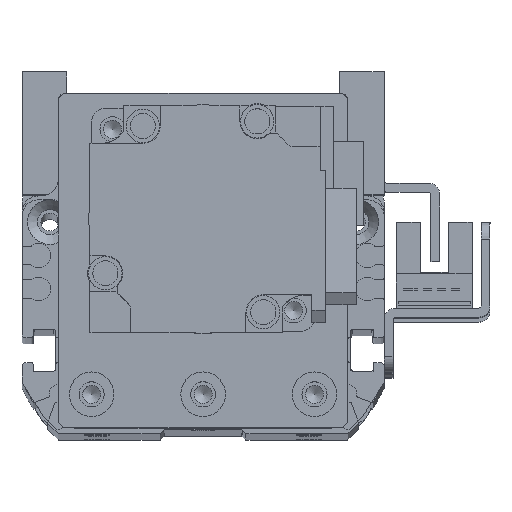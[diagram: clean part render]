
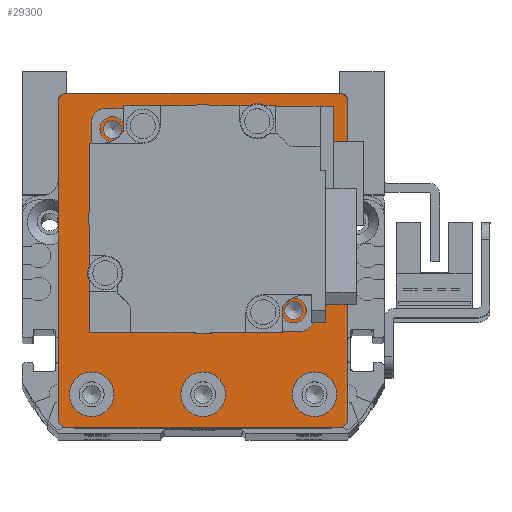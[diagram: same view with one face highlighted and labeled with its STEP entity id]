
A CAD part, top view. The second image highlights one B-rep face of the part: STEP entity #29300.
In plain terms, the highlighted planar face has unit normal (0, 0, 1).
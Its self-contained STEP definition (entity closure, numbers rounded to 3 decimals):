
#1360=FACE_BOUND('',#6377,.T.);
#1361=FACE_BOUND('',#6378,.T.);
#1362=FACE_BOUND('',#6379,.T.);
#1363=FACE_BOUND('',#6380,.T.);
#1364=FACE_BOUND('',#6381,.T.);
#1365=FACE_BOUND('',#6382,.T.);
#1366=FACE_BOUND('',#6383,.T.);
#1367=FACE_BOUND('',#6384,.T.);
#2094=PLANE('',#32894);
#4317=FACE_OUTER_BOUND('',#6376,.T.);
#6376=EDGE_LOOP('',(#27470,#27471,#27472,#27473,#27474,#27475,#27476,#27477));
#6377=EDGE_LOOP('',(#27478));
#6378=EDGE_LOOP('',(#27479));
#6379=EDGE_LOOP('',(#27480));
#6380=EDGE_LOOP('',(#27481));
#6381=EDGE_LOOP('',(#27482));
#6382=EDGE_LOOP('',(#27483));
#6383=EDGE_LOOP('',(#27484));
#6384=EDGE_LOOP('',(#27485));
#8604=LINE('',#52162,#10867);
#8610=LINE('',#52173,#10873);
#8617=LINE('',#52200,#10880);
#8620=LINE('',#52205,#10883);
#8621=LINE('',#52208,#10884);
#8624=LINE('',#52213,#10887);
#8625=LINE('',#52216,#10888);
#8647=LINE('',#52313,#10910);
#10867=VECTOR('',#41563,10.);
#10873=VECTOR('',#41571,10.);
#10880=VECTOR('',#41594,10.);
#10883=VECTOR('',#41599,10.);
#10884=VECTOR('',#41602,10.);
#10887=VECTOR('',#41607,10.);
#10888=VECTOR('',#41610,10.);
#10910=VECTOR('',#41726,10.);
#12513=CIRCLE('',#32857,4.);
#12516=CIRCLE('',#32863,4.);
#12519=CIRCLE('',#32869,4.);
#12521=CIRCLE('',#32874,1.621);
#12523=CIRCLE('',#32878,1.621);
#12525=CIRCLE('',#32882,1.621);
#12527=CIRCLE('',#32886,1.621);
#12530=CIRCLE('',#32892,15.);
#15169=VERTEX_POINT('',#52160);
#15170=VERTEX_POINT('',#52161);
#15174=VERTEX_POINT('',#52171);
#15186=VERTEX_POINT('',#52199);
#15187=VERTEX_POINT('',#52203);
#15188=VERTEX_POINT('',#52207);
#15189=VERTEX_POINT('',#52211);
#15190=VERTEX_POINT('',#52215);
#15197=VERTEX_POINT('',#52238);
#15200=VERTEX_POINT('',#52249);
#15203=VERTEX_POINT('',#52260);
#15206=VERTEX_POINT('',#52271);
#15209=VERTEX_POINT('',#52280);
#15212=VERTEX_POINT('',#52289);
#15215=VERTEX_POINT('',#52298);
#15218=VERTEX_POINT('',#52309);
#19236=EDGE_CURVE('',#15169,#15170,#8604,.T.);
#19242=EDGE_CURVE('',#15169,#15174,#8610,.T.);
#19255=EDGE_CURVE('',#15186,#15174,#8617,.T.);
#19258=EDGE_CURVE('',#15186,#15187,#8620,.T.);
#19259=EDGE_CURVE('',#15188,#15187,#8621,.T.);
#19262=EDGE_CURVE('',#15188,#15189,#8624,.T.);
#19263=EDGE_CURVE('',#15190,#15189,#8625,.T.);
#19273=EDGE_CURVE('',#15197,#15197,#12513,.T.);
#19278=EDGE_CURVE('',#15200,#15200,#12516,.T.);
#19283=EDGE_CURVE('',#15203,#15203,#12519,.T.);
#19288=EDGE_CURVE('',#15206,#15206,#12521,.T.);
#19292=EDGE_CURVE('',#15209,#15209,#12523,.T.);
#19296=EDGE_CURVE('',#15212,#15212,#12525,.T.);
#19300=EDGE_CURVE('',#15215,#15215,#12527,.T.);
#19306=EDGE_CURVE('',#15218,#15218,#12530,.T.);
#19307=EDGE_CURVE('',#15190,#15170,#8647,.T.);
#27470=ORIENTED_EDGE('',*,*,#19236,.F.);
#27471=ORIENTED_EDGE('',*,*,#19242,.T.);
#27472=ORIENTED_EDGE('',*,*,#19255,.F.);
#27473=ORIENTED_EDGE('',*,*,#19258,.T.);
#27474=ORIENTED_EDGE('',*,*,#19259,.F.);
#27475=ORIENTED_EDGE('',*,*,#19262,.T.);
#27476=ORIENTED_EDGE('',*,*,#19263,.F.);
#27477=ORIENTED_EDGE('',*,*,#19307,.T.);
#27478=ORIENTED_EDGE('',*,*,#19273,.T.);
#27479=ORIENTED_EDGE('',*,*,#19278,.T.);
#27480=ORIENTED_EDGE('',*,*,#19283,.T.);
#27481=ORIENTED_EDGE('',*,*,#19288,.T.);
#27482=ORIENTED_EDGE('',*,*,#19292,.T.);
#27483=ORIENTED_EDGE('',*,*,#19296,.T.);
#27484=ORIENTED_EDGE('',*,*,#19300,.T.);
#27485=ORIENTED_EDGE('',*,*,#19306,.T.);
#29300=ADVANCED_FACE('',(#4317,#1360,#1361,#1362,#1363,#1364,#1365,#1366,
#1367),#2094,.T.);
#32857=AXIS2_PLACEMENT_3D('',#52239,#41636,#41637);
#32863=AXIS2_PLACEMENT_3D('',#52250,#41650,#41651);
#32869=AXIS2_PLACEMENT_3D('',#52261,#41664,#41665);
#32874=AXIS2_PLACEMENT_3D('',#52272,#41677,#41678);
#32878=AXIS2_PLACEMENT_3D('',#52281,#41687,#41688);
#32882=AXIS2_PLACEMENT_3D('',#52290,#41697,#41698);
#32886=AXIS2_PLACEMENT_3D('',#52299,#41707,#41708);
#32892=AXIS2_PLACEMENT_3D('',#52311,#41722,#41723);
#32894=AXIS2_PLACEMENT_3D('',#52314,#41727,#41728);
#41563=DIRECTION('',(0.707,0.707,0.));
#41571=DIRECTION('',(0.,-1.,0.));
#41594=DIRECTION('',(-0.707,0.707,0.));
#41599=DIRECTION('',(1.,0.,0.));
#41602=DIRECTION('',(-0.707,-0.707,0.));
#41607=DIRECTION('',(0.,1.,0.));
#41610=DIRECTION('',(0.707,-0.707,0.));
#41636=DIRECTION('center_axis',(0.,0.,-1.));
#41637=DIRECTION('ref_axis',(1.,0.,0.));
#41650=DIRECTION('center_axis',(0.,0.,-1.));
#41651=DIRECTION('ref_axis',(1.,0.,0.));
#41664=DIRECTION('center_axis',(0.,0.,-1.));
#41665=DIRECTION('ref_axis',(1.,0.,0.));
#41677=DIRECTION('center_axis',(0.,0.,-1.));
#41678=DIRECTION('ref_axis',(1.,0.,0.));
#41687=DIRECTION('center_axis',(0.,0.,-1.));
#41688=DIRECTION('ref_axis',(1.,0.,0.));
#41697=DIRECTION('center_axis',(0.,0.,-1.));
#41698=DIRECTION('ref_axis',(1.,0.,0.));
#41707=DIRECTION('center_axis',(0.,0.,-1.));
#41708=DIRECTION('ref_axis',(1.,0.,0.));
#41722=DIRECTION('center_axis',(0.,0.,-1.));
#41723=DIRECTION('ref_axis',(-1.,0.,0.));
#41726=DIRECTION('',(-1.,0.,0.));
#41727=DIRECTION('center_axis',(0.,0.,1.));
#41728=DIRECTION('ref_axis',(1.,0.,0.));
#52160=CARTESIAN_POINT('',(-26.,29.,12.5));
#52161=CARTESIAN_POINT('',(-25.,30.,12.5));
#52162=CARTESIAN_POINT('',(-26.5,28.5,12.5));
#52171=CARTESIAN_POINT('',(-26.,-29.,12.5));
#52173=CARTESIAN_POINT('',(-26.,30.,12.5));
#52199=CARTESIAN_POINT('',(-25.,-30.,12.5));
#52200=CARTESIAN_POINT('',(-26.5,-28.5,12.5));
#52203=CARTESIAN_POINT('',(25.,-30.,12.5));
#52205=CARTESIAN_POINT('',(-26.,-30.,12.5));
#52207=CARTESIAN_POINT('',(26.,-29.,12.5));
#52208=CARTESIAN_POINT('',(26.5,-28.5,12.5));
#52211=CARTESIAN_POINT('',(26.,29.,12.5));
#52213=CARTESIAN_POINT('',(26.,-30.,12.5));
#52215=CARTESIAN_POINT('',(25.,30.,12.5));
#52216=CARTESIAN_POINT('',(26.5,28.5,12.5));
#52238=CARTESIAN_POINT('',(16.,-24.,12.5));
#52239=CARTESIAN_POINT('Origin',(20.,-24.,12.5));
#52249=CARTESIAN_POINT('',(-24.,-24.,12.5));
#52250=CARTESIAN_POINT('Origin',(-20.,-24.,12.5));
#52260=CARTESIAN_POINT('',(-4.,-24.,12.5));
#52261=CARTESIAN_POINT('Origin',(0.,-24.,12.5));
#52271=CARTESIAN_POINT('',(14.642,-8.963,12.5));
#52272=CARTESIAN_POINT('Origin',(16.263,-8.963,12.5));
#52280=CARTESIAN_POINT('',(-17.884,23.563,12.5));
#52281=CARTESIAN_POINT('Origin',(-16.263,23.563,12.5));
#52289=CARTESIAN_POINT('',(14.642,23.563,12.5));
#52290=CARTESIAN_POINT('Origin',(16.263,23.563,12.5));
#52298=CARTESIAN_POINT('',(-17.884,-8.963,12.5));
#52299=CARTESIAN_POINT('Origin',(-16.263,-8.963,12.5));
#52309=CARTESIAN_POINT('',(15.,7.3,12.5));
#52311=CARTESIAN_POINT('Origin',(0.,7.3,12.5));
#52313=CARTESIAN_POINT('',(26.,30.,12.5));
#52314=CARTESIAN_POINT('Origin',(0.,0.,12.5));
